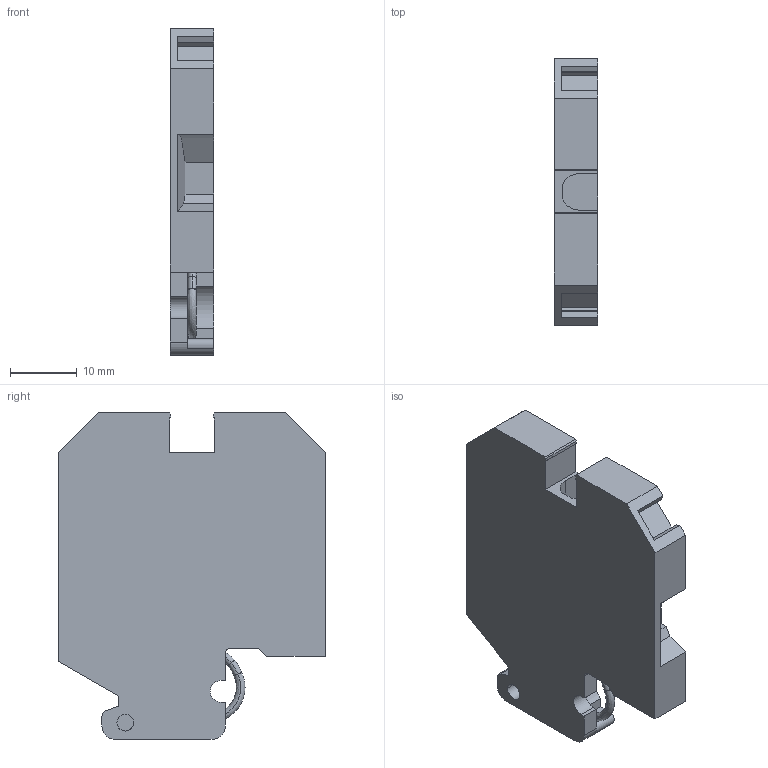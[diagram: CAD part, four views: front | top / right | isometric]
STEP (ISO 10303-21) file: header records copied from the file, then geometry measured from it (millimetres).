
FILE_DESCRIPTION(('CATIA V5 STEP Exchange','CAx-IF Rec.Pracs.--- Model Styling and Organization---1.5--- 2016-08-15','CAx-IF Rec.Pracs.---Supplemental Geometry---1.0---2011-11-01','CAx-IF Rec.Pracs.--- Composite Materials ---1.1---2010-07-15'),'2;1');
FILE_NAME ('D1454816_0', '2025-09-22T05:36:27+00:00', ('none'), ('Weidmueller'), 'CATIA Version 5-6 Release 2024 SP4', 'CATIA V5 STEP AP214 v3', 'none');
FILE_SCHEMA(('AUTOMOTIVE_DESIGN { 1 0 10303 214 1 1 1 1 }'));
Length unit declared in the file: millimetre
Products named in the file (1): v5-standard_part
Bounding box: 6.5 x 40 x 49 mm (x, y, z)
Volume: 9517.7 mm3; surface area: 4969.5 mm2
Topology: 2 solids, 3 shells, 146 faces, 379 edges, 245 vertices
Faces by surface type: plane 91, cylinder 29, bspline 19, torus 7
Entity records: 6427 total; most frequent: CARTESIAN_POINT 3098, ORIENTED_EDGE 758, DIRECTION 529, EDGE_CURVE 379, VECTOR 264, LINE 264, VERTEX_POINT 245, AXIS2_PLACEMENT_3D 168
